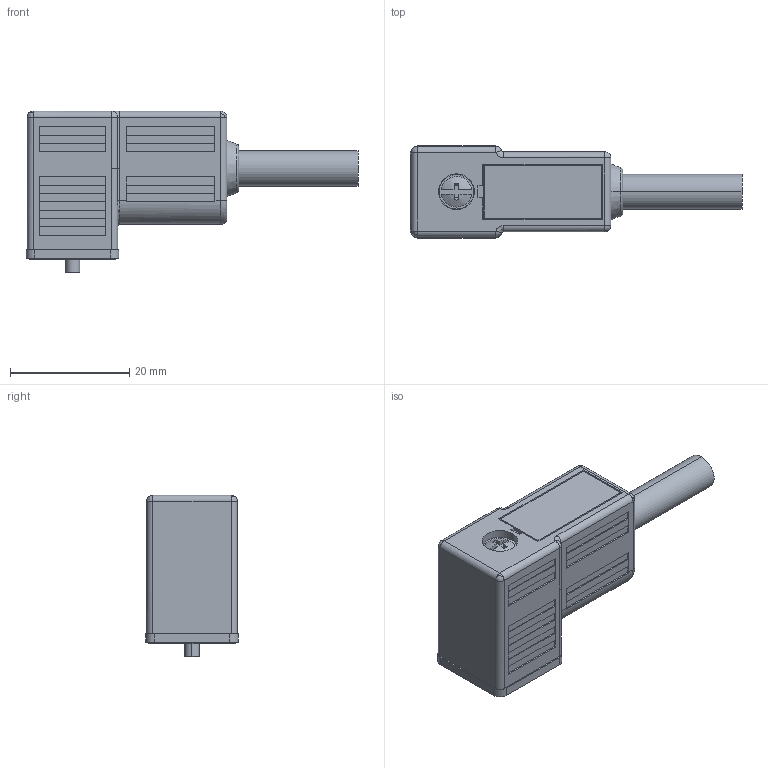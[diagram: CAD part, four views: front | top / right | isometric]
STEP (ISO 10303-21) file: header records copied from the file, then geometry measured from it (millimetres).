
FILE_DESCRIPTION (( 'STEP AP203' ), '1' );
FILE_NAME ('7000-94141-6270300.step', '2020-08-19T18:44:09', ( '' ), ( '' ), 'SwSTEP 2.0', 'SolidWorks 2019', '' );
FILE_SCHEMA (( 'CONFIG_CONTROL_DESIGN' ));
Length unit declared in the file: inch
Products named in the file (1): 7000-94141-6270300
Bounding box: 55.7 x 15.6 x 27.1 mm (x, y, z)
Volume: 10314.9 mm3; surface area: 4340.5 mm2
Topology: 1 solids, 1 shells, 402 faces, 1040 edges, 661 vertices
Faces by surface type: plane 258, cylinder 60, bspline 54, cone 30
Entity records: 13069 total; most frequent: CARTESIAN_POINT 3507, ORIENTED_EDGE 2070, DIRECTION 1782, EDGE_CURVE 1035, LINE 750, VECTOR 750, VERTEX_POINT 661, AXIS2_PLACEMENT_3D 516
